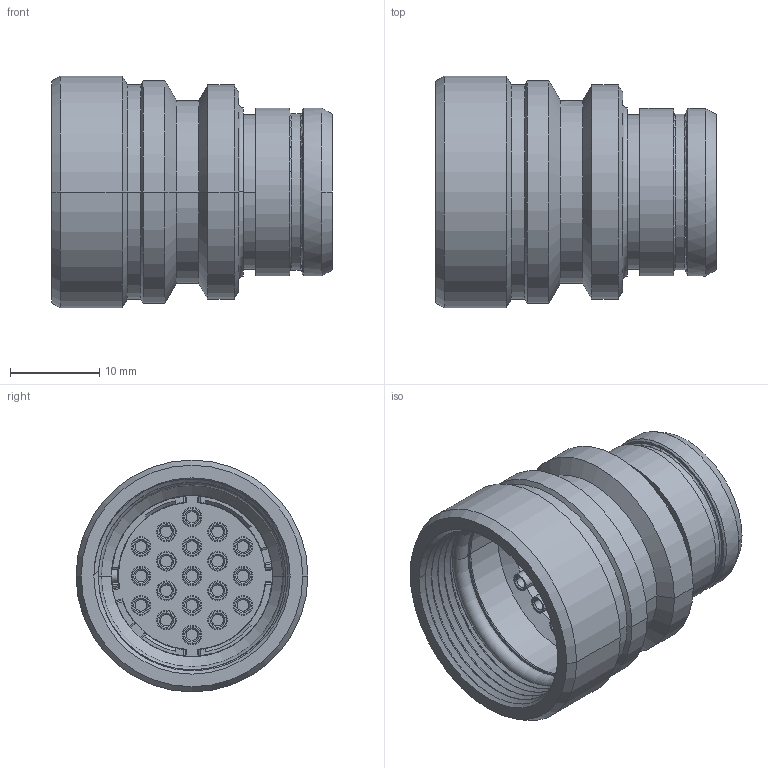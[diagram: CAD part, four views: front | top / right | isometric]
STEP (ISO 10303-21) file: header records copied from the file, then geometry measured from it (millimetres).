
FILE_DESCRIPTION((''),'2;1');
FILE_NAME('1332P319MZ','2024-07-30T15:39:52',('paultorloting'),('NET AG system integration'),'CREO PARAMETRIC BY PTC INC, 2021404','CREO PARAMETRIC BY PTC INC, 2021404','');
FILE_SCHEMA(('AUTOMOTIVE_DESIGN { 1 0 10303 214 1 1 1 1 }'));
Length unit declared in the file: millimetre
Products named in the file (1): 1332P319MZ
Bounding box: 31.5 x 26 x 26 mm (x, y, z)
Volume: 6025.3 mm3; surface area: 7320.7 mm2
Topology: 1 solids, 1 shells, 1232 faces, 2999 edges, 1905 vertices
Faces by surface type: plane 638, cylinder 350, cone 107, torus 95, bspline 42
Entity records: 48017 total; most frequent: CARTESIAN_POINT 9943, DIRECTION 6235, ORIENTED_EDGE 5998, EDGE_CURVE 2999, AXIS2_PLACEMENT_3D 2203, VERTEX_POINT 1905, VECTOR 1826, LINE 1826
